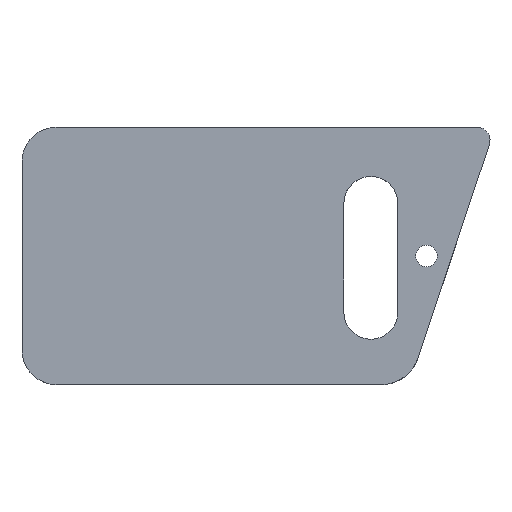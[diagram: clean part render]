
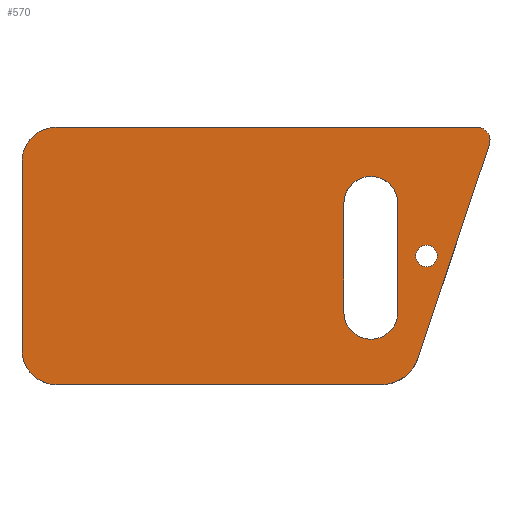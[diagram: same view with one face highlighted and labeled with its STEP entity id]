
A CAD part, top view. The second image highlights one B-rep face of the part: STEP entity #570.
In plain terms, the highlighted planar face has unit normal (0, 0, 1).
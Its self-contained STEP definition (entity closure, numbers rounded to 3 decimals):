
#28=FACE_BOUND('',#105,.T.);
#29=FACE_BOUND('',#106,.T.);
#37=CIRCLE('',#606,1.265);
#38=CIRCLE('',#608,3.175);
#40=CIRCLE('',#612,3.175);
#49=CIRCLE('',#628,4.5);
#51=CIRCLE('',#631,1.5);
#52=CIRCLE('',#632,4.);
#53=CIRCLE('',#633,4.);
#73=FACE_OUTER_BOUND('',#104,.T.);
#104=EDGE_LOOP('',(#457,#458,#459,#460,#461,#462,#463,#464));
#105=EDGE_LOOP('',(#465));
#106=EDGE_LOOP('',(#466,#467,#468,#469));
#144=LINE('',#873,#202);
#148=LINE('',#884,#206);
#158=LINE('',#910,#216);
#165=LINE('',#934,#223);
#166=LINE('',#938,#224);
#167=LINE('',#942,#225);
#202=VECTOR('',#700,10.);
#206=VECTOR('',#712,10.);
#216=VECTOR('',#734,10.);
#223=VECTOR('',#761,10.);
#224=VECTOR('',#764,10.);
#225=VECTOR('',#767,10.);
#257=VERTEX_POINT('',#859);
#258=VERTEX_POINT('',#863);
#259=VERTEX_POINT('',#864);
#262=VERTEX_POINT('',#872);
#264=VERTEX_POINT('',#878);
#274=VERTEX_POINT('',#907);
#275=VERTEX_POINT('',#909);
#280=VERTEX_POINT('',#927);
#282=VERTEX_POINT('',#933);
#283=VERTEX_POINT('',#935);
#284=VERTEX_POINT('',#937);
#285=VERTEX_POINT('',#939);
#286=VERTEX_POINT('',#941);
#315=EDGE_CURVE('',#257,#257,#37,.T.);
#316=EDGE_CURVE('',#258,#259,#38,.T.);
#320=EDGE_CURVE('',#259,#262,#144,.T.);
#323=EDGE_CURVE('',#262,#264,#40,.T.);
#326=EDGE_CURVE('',#264,#258,#148,.T.);
#340=EDGE_CURVE('',#275,#274,#158,.T.);
#349=EDGE_CURVE('',#280,#274,#49,.T.);
#352=EDGE_CURVE('',#280,#282,#165,.T.);
#353=EDGE_CURVE('',#282,#283,#51,.T.);
#354=EDGE_CURVE('',#283,#284,#166,.T.);
#355=EDGE_CURVE('',#284,#285,#52,.T.);
#356=EDGE_CURVE('',#285,#286,#167,.T.);
#357=EDGE_CURVE('',#286,#275,#53,.T.);
#457=ORIENTED_EDGE('',*,*,#349,.F.);
#458=ORIENTED_EDGE('',*,*,#352,.T.);
#459=ORIENTED_EDGE('',*,*,#353,.T.);
#460=ORIENTED_EDGE('',*,*,#354,.T.);
#461=ORIENTED_EDGE('',*,*,#355,.T.);
#462=ORIENTED_EDGE('',*,*,#356,.T.);
#463=ORIENTED_EDGE('',*,*,#357,.T.);
#464=ORIENTED_EDGE('',*,*,#340,.T.);
#465=ORIENTED_EDGE('',*,*,#315,.T.);
#466=ORIENTED_EDGE('',*,*,#316,.T.);
#467=ORIENTED_EDGE('',*,*,#320,.T.);
#468=ORIENTED_EDGE('',*,*,#323,.T.);
#469=ORIENTED_EDGE('',*,*,#326,.T.);
#546=PLANE('',#630);
#570=ADVANCED_FACE('',(#73,#28,#29),#546,.T.);
#606=AXIS2_PLACEMENT_3D('',#861,#688,#689);
#608=AXIS2_PLACEMENT_3D('',#865,#692,#693);
#612=AXIS2_PLACEMENT_3D('',#879,#705,#706);
#628=AXIS2_PLACEMENT_3D('',#928,#754,#755);
#630=AXIS2_PLACEMENT_3D('',#932,#759,#760);
#631=AXIS2_PLACEMENT_3D('',#936,#762,#763);
#632=AXIS2_PLACEMENT_3D('',#940,#765,#766);
#633=AXIS2_PLACEMENT_3D('',#943,#768,#769);
#688=DIRECTION('center_axis',(0.,0.,-1.));
#689=DIRECTION('ref_axis',(1.,0.,0.));
#692=DIRECTION('center_axis',(0.,0.,-1.));
#693=DIRECTION('ref_axis',(1.,0.,0.));
#700=DIRECTION('',(0.,1.,0.));
#705=DIRECTION('center_axis',(0.,0.,-1.));
#706=DIRECTION('ref_axis',(1.,0.,0.));
#712=DIRECTION('',(0.,-1.,0.));
#734=DIRECTION('',(1.,0.,0.));
#754=DIRECTION('center_axis',(0.,0.,-1.));
#755=DIRECTION('ref_axis',(0.585,-0.811,0.));
#759=DIRECTION('center_axis',(0.,0.,1.));
#760=DIRECTION('ref_axis',(1.,0.,0.));
#761=DIRECTION('',(0.316,0.949,0.));
#762=DIRECTION('center_axis',(0.,0.,1.));
#763=DIRECTION('ref_axis',(1.,0.,0.));
#764=DIRECTION('',(-1.,0.,0.));
#765=DIRECTION('center_axis',(0.,0.,1.));
#766=DIRECTION('ref_axis',(1.,0.,0.));
#767=DIRECTION('',(0.,-1.,0.));
#768=DIRECTION('center_axis',(0.,0.,1.));
#769=DIRECTION('ref_axis',(1.,0.,0.));
#859=CARTESIAN_POINT('',(23.691,-4.001,3.));
#861=CARTESIAN_POINT('Origin',(24.955,-4.001,3.));
#863=CARTESIAN_POINT('',(21.589,-10.619,3.));
#864=CARTESIAN_POINT('',(15.239,-10.619,3.));
#865=CARTESIAN_POINT('Origin',(18.414,-10.619,3.));
#872=CARTESIAN_POINT('',(15.239,2.169,3.));
#873=CARTESIAN_POINT('',(15.239,-0.914,3.));
#878=CARTESIAN_POINT('',(21.589,2.169,3.));
#879=CARTESIAN_POINT('Origin',(18.414,2.169,3.));
#884=CARTESIAN_POINT('',(21.589,-7.308,3.));
#907=CARTESIAN_POINT('',(19.671,-19.115,3.));
#909=CARTESIAN_POINT('',(-18.586,-19.115,3.));
#910=CARTESIAN_POINT('',(-3.086,-19.115,3.));
#927=CARTESIAN_POINT('',(23.94,-16.038,3.));
#928=CARTESIAN_POINT('Origin',(19.671,-14.615,3.));
#932=CARTESIAN_POINT('Origin',(4.914,-3.997,3.));
#933=CARTESIAN_POINT('',(32.337,9.146,3.));
#934=CARTESIAN_POINT('',(22.914,-19.115,3.));
#935=CARTESIAN_POINT('',(30.914,11.12,3.));
#936=CARTESIAN_POINT('Origin',(30.914,9.62,3.));
#937=CARTESIAN_POINT('',(-18.586,11.12,3.));
#938=CARTESIAN_POINT('',(-22.586,11.12,3.));
#939=CARTESIAN_POINT('',(-22.586,7.12,3.));
#940=CARTESIAN_POINT('Origin',(-18.586,7.12,3.));
#941=CARTESIAN_POINT('',(-22.586,-15.115,3.));
#942=CARTESIAN_POINT('',(-22.586,-19.115,3.));
#943=CARTESIAN_POINT('Origin',(-18.586,-15.115,3.));
